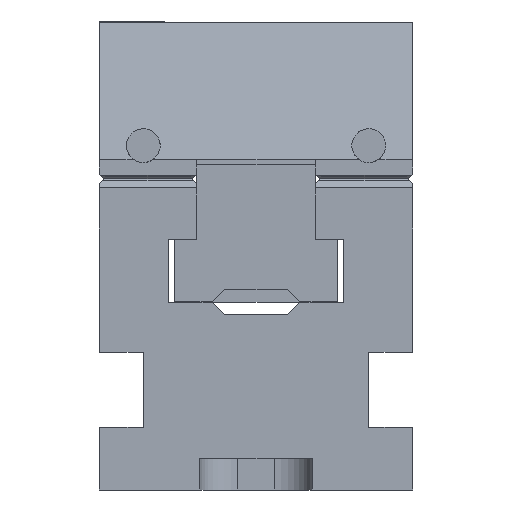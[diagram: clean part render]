
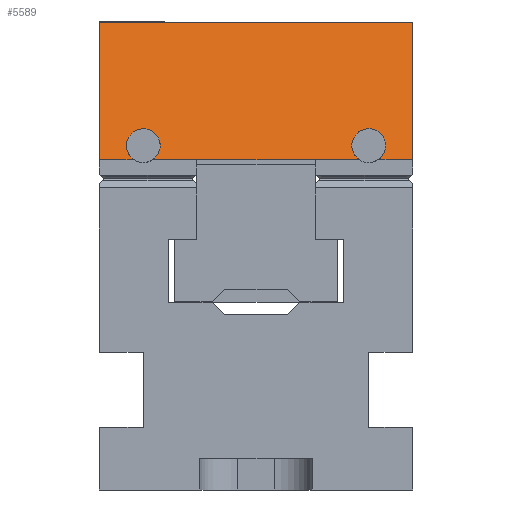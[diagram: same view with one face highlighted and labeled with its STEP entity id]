
A CAD part, front view. The second image highlights one B-rep face of the part: STEP entity #5589.
In plain terms, the highlighted face is planar.
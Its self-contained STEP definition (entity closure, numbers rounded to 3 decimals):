
#5589 = ADVANCED_FACE( '', ( #11554 ), #11555, .T. );
#11554 = FACE_OUTER_BOUND( '', #17865, .T. );
#11555 = PLANE( '', #17866 );
#17865 = EDGE_LOOP( '', ( #34143, #34144, #34145, #34146, #34147, #34148, #34149, #34150, #34151, #34152, #34153, #34154 ) );
#17866 = AXIS2_PLACEMENT_3D( '', #34155, #34156, #34157 );
#34143 = ORIENTED_EDGE( '', *, *, #46205, .F. );
#34144 = ORIENTED_EDGE( '', *, *, #46206, .T. );
#34145 = ORIENTED_EDGE( '', *, *, #40581, .F. );
#34146 = ORIENTED_EDGE( '', *, *, #46207, .T. );
#34147 = ORIENTED_EDGE( '', *, *, #45726, .F. );
#34148 = ORIENTED_EDGE( '', *, *, #46070, .F. );
#34149 = ORIENTED_EDGE( '', *, *, #43577, .T. );
#34150 = ORIENTED_EDGE( '', *, *, #41226, .T. );
#34151 = ORIENTED_EDGE( '', *, *, #45272, .F. );
#34152 = ORIENTED_EDGE( '', *, *, #41224, .T. );
#34153 = ORIENTED_EDGE( '', *, *, #42769, .F. );
#34154 = ORIENTED_EDGE( '', *, *, #40295, .F. );
#34155 = CARTESIAN_POINT( '', ( 25., 11.85, 12.5 ) );
#34156 = DIRECTION( '', ( 0., 0.966, 0.259 ) );
#34157 = DIRECTION( '', ( 0., -0.259, 0.966 ) );
#40295 = EDGE_CURVE( '', #49214, #49216, #49217, .T. );
#40581 = EDGE_CURVE( '', #49706, #49707, #49708, .T. );
#41224 = EDGE_CURVE( '', #50807, #50805, #50808, .T. );
#41226 = EDGE_CURVE( '', #50811, #50809, #50812, .T. );
#42769 = EDGE_CURVE( '', #49216, #50805, #53318, .T. );
#43577 = EDGE_CURVE( '', #54553, #50811, #54554, .T. );
#45272 = EDGE_CURVE( '', #50807, #50809, #56914, .T. );
#45726 = EDGE_CURVE( '', #57483, #57481, #57485, .T. );
#46070 = EDGE_CURVE( '', #54553, #57483, #57905, .T. );
#46205 = EDGE_CURVE( '', #58067, #49214, #58068, .T. );
#46206 = EDGE_CURVE( '', #58067, #49707, #58069, .T. );
#46207 = EDGE_CURVE( '', #49706, #57481, #58070, .T. );
#49214 = VERTEX_POINT( '', #62136 );
#49216 = VERTEX_POINT( '', #62139 );
#49217 = LINE( '', #62140, #62141 );
#49706 = VERTEX_POINT( '', #62862 );
#49707 = VERTEX_POINT( '', #62863 );
#49708 = ELLIPSE( '', #62864, 2.795, 2.7 );
#50805 = VERTEX_POINT( '', #64457 );
#50807 = VERTEX_POINT( '', #64460 );
#50808 = LINE( '', #64461, #64462 );
#50809 = VERTEX_POINT( '', #64463 );
#50811 = VERTEX_POINT( '', #64465 );
#50812 = LINE( '', #64466, #64467 );
#53318 = LINE( '', #68183, #68184 );
#54553 = VERTEX_POINT( '', #70006 );
#54554 = LINE( '', #70007, #70008 );
#56914 = ELLIPSE( '', #73652, 2.795, 2.7 );
#57481 = VERTEX_POINT( '', #74510 );
#57483 = VERTEX_POINT( '', #74513 );
#57485 = LINE( '', #74516, #74517 );
#57905 = LINE( '', #75210, #75211 );
#58067 = VERTEX_POINT( '', #75450 );
#58068 = LINE( '', #75451, #75452 );
#58069 = LINE( '', #75453, #75454 );
#58070 = LINE( '', #75455, #75456 );
#62136 = CARTESIAN_POINT( '', ( -9.5, 17.745, -9.5 ) );
#62139 = CARTESIAN_POINT( '', ( 9.5, 17.745, -9.5 ) );
#62140 = CARTESIAN_POINT( '', ( 25., 17.745, -9.5 ) );
#62141 = VECTOR( '', #77821, 1000. );
#62862 = CARTESIAN_POINT( '', ( -19.463, 17.75, -9.519 ) );
#62863 = CARTESIAN_POINT( '', ( -16.537, 17.75, -9.519 ) );
#62864 = AXIS2_PLACEMENT_3D( '', #78077, #78078, #78079 );
#64457 = CARTESIAN_POINT( '', ( 9.5, 17.75, -9.519 ) );
#64460 = CARTESIAN_POINT( '', ( 16.537, 17.75, -9.519 ) );
#64461 = CARTESIAN_POINT( '', ( 25., 17.75, -9.519 ) );
#64462 = VECTOR( '', #78625, 1000. );
#64463 = CARTESIAN_POINT( '', ( 19.463, 17.75, -9.519 ) );
#64465 = CARTESIAN_POINT( '', ( 25., 17.75, -9.519 ) );
#64466 = CARTESIAN_POINT( '', ( 25., 17.75, -9.519 ) );
#64467 = VECTOR( '', #78629, 1000. );
#68183 = CARTESIAN_POINT( '', ( 9.5, 11.85, 12.5 ) );
#68184 = VECTOR( '', #79938, 1000. );
#70006 = CARTESIAN_POINT( '', ( 25., 11.85, 12.5 ) );
#70007 = CARTESIAN_POINT( '', ( 25., 11.85, 12.5 ) );
#70008 = VECTOR( '', #80598, 1000. );
#73652 = AXIS2_PLACEMENT_3D( '', #81976, #81977, #81978 );
#74510 = CARTESIAN_POINT( '', ( -25., 17.75, -9.519 ) );
#74513 = CARTESIAN_POINT( '', ( -25., 11.85, 12.5 ) );
#74516 = CARTESIAN_POINT( '', ( -25., 11.85, 12.5 ) );
#74517 = VECTOR( '', #82293, 1000. );
#75210 = CARTESIAN_POINT( '', ( 25., 11.85, 12.5 ) );
#75211 = VECTOR( '', #82591, 1000. );
#75450 = CARTESIAN_POINT( '', ( -9.5, 17.75, -9.519 ) );
#75451 = CARTESIAN_POINT( '', ( -9.5, 11.85, 12.5 ) );
#75452 = VECTOR( '', #82675, 1000. );
#75453 = CARTESIAN_POINT( '', ( 25., 17.75, -9.519 ) );
#75454 = VECTOR( '', #82676, 1000. );
#75455 = CARTESIAN_POINT( '', ( 25., 17.75, -9.519 ) );
#75456 = VECTOR( '', #82677, 1000. );
#77821 = DIRECTION( '', ( 1., 0., 0. ) );
#78077 = CARTESIAN_POINT( '', ( -18., 17.142, -7.25 ) );
#78078 = DIRECTION( '', ( 0., 0.966, 0.259 ) );
#78079 = DIRECTION( '', ( 0., 0.259, -0.966 ) );
#78625 = DIRECTION( '', ( -1., 0., 0. ) );
#78629 = DIRECTION( '', ( -1., 0., 0. ) );
#79938 = DIRECTION( '', ( 0., 0.259, -0.966 ) );
#80598 = DIRECTION( '', ( 0., 0.259, -0.966 ) );
#81976 = CARTESIAN_POINT( '', ( 18., 17.142, -7.25 ) );
#81977 = DIRECTION( '', ( 0., 0.966, 0.259 ) );
#81978 = DIRECTION( '', ( 0., 0.259, -0.966 ) );
#82293 = DIRECTION( '', ( 0., 0.259, -0.966 ) );
#82591 = DIRECTION( '', ( -1., 0., 0. ) );
#82675 = DIRECTION( '', ( 0., -0.259, 0.966 ) );
#82676 = DIRECTION( '', ( -1., 0., 0. ) );
#82677 = DIRECTION( '', ( -1., 0., 0. ) );
